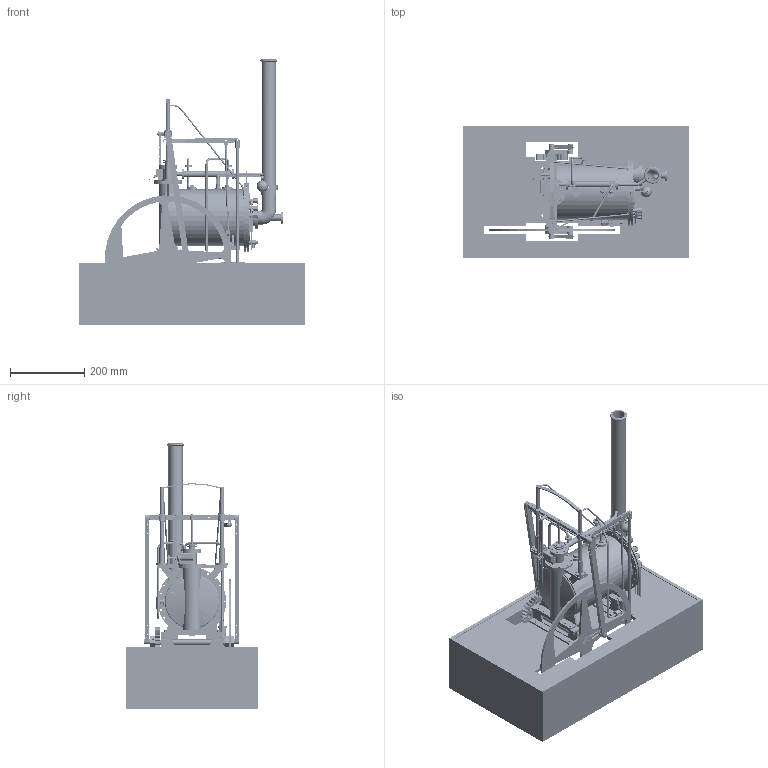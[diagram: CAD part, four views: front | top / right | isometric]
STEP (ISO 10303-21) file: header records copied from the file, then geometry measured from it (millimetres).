
FILE_DESCRIPTION(('FreeCAD Model'),'2;1');
FILE_NAME('Open CASCADE Shape Model','2025-05-09T08:12:24',('FreeCAD'),( 'FreeCAD'),'Open CASCADE STEP processor 7.6','FreeCAD','Unknown');
FILE_SCHEMA(('AUTOMOTIVE_DESIGN { 1 0 10303 214 1 1 1 1 }'));
Products named in the file (1): Open CASCADE STEP translator 7.6 1
Bounding box: 610 x 355 x 713.91 mm (x, y, z)
Volume: 10137600.8 mm3; surface area: 2524748.4 mm2
Topology: 215 solids, 215 shells, 3151 faces, 7697 edges, 5090 vertices
Faces by surface type: plane 1600, cylinder 1275, torus 140, extrusion 105, sphere 17, cone 7, bspline 6, revolution 1
Full cylindrical faces by diameter (mm): 2 x9, 2.5 x4, 3 x156, 3.984 x6, 4 x199, 4.5 x3, 5 x176, 6 x71, 7 x11, 7.5 x2, 8 x33, 9 x17, 9.5 x1, 10 x37, 11 x10, 12 x33, 13 x27, 14 x9, 15 x10, 16 x28, 17 x6, 18 x8, 19 x6, 20 x20, 20.5 x2, 21 x1, 22 x4, 24 x2, 24.902 x1, 25 x4
Entity records: 115019 total; most frequent: CARTESIAN_POINT 38570, ORIENTED_EDGE 15360, DIRECTION 15334, EDGE_CURVE 7680, AXIS2_PLACEMENT_3D 6034, VERTEX_POINT 5092, FACE_BOUND 4646, EDGE_LOOP 4645
